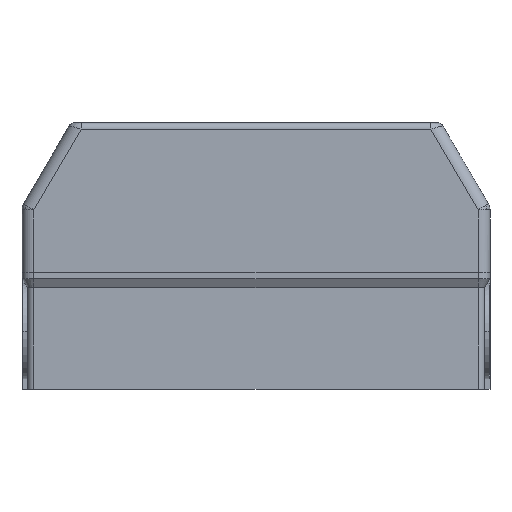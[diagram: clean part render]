
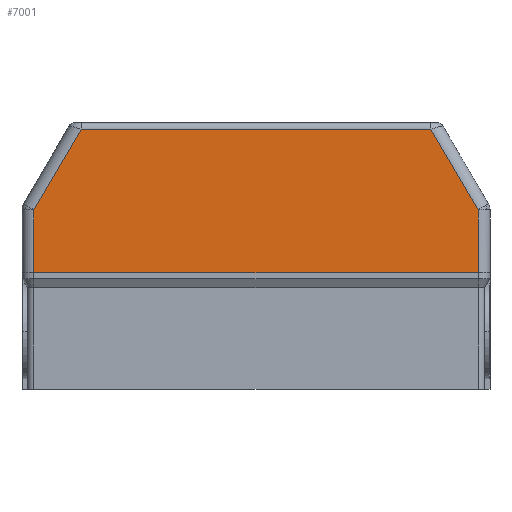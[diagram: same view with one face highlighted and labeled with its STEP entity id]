
A CAD part, left-side view. The second image highlights one B-rep face of the part: STEP entity #7001.
In plain terms, the highlighted planar face has unit normal (-1, 0, 0).
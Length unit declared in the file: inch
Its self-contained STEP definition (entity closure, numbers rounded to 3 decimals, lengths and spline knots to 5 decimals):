
#39 = CARTESIAN_POINT ( 'NONE',  ( 0., 5.6122, 1.43701 ) ) ;
#150 = LINE ( 'NONE', #5712, #3144 ) ;
#214 = LINE ( 'NONE', #2978, #4419 ) ;
#728 = DIRECTION ( 'NONE',  ( 0., -1., 0. ) ) ;
#847 = DIRECTION ( 'NONE',  ( 0., 0., -1. ) ) ;
#855 = LINE ( 'NONE', #6516, #6884 ) ;
#1074 = DIRECTION ( 'NONE',  ( 0., -1., 0. ) ) ;
#1169 = EDGE_CURVE ( 'NONE', #8317, #2950, #855, .T. ) ;
#1202 = LINE ( 'NONE', #4696, #6827 ) ;
#1460 = DIRECTION ( 'NONE',  ( -1., 0., 0. ) ) ;
#1763 = VERTEX_POINT ( 'NONE', #4887 ) ;
#1935 = CARTESIAN_POINT ( 'NONE',  ( 0., 5.6122, 2.20803 ) ) ;
#2238 = VECTOR ( 'NONE', #847, 39.37008 ) ;
#2780 = DIRECTION ( 'NONE',  ( 0., 0., 1. ) ) ;
#2950 = VERTEX_POINT ( 'NONE', #7678 ) ;
#2978 = CARTESIAN_POINT ( 'NONE',  ( 0., 5.16597, 3.20276 ) ) ;
#3144 = VECTOR ( 'NONE', #5043, 39.37008 ) ;
#3399 = DIRECTION ( 'NONE',  ( 0., 0.505, -0.863 ) ) ;
#3467 = ORIENTED_EDGE ( 'NONE', *, *, #7939, .T. ) ;
#3505 = CARTESIAN_POINT ( 'NONE',  ( 0., 0.72931, 3.20276 ) ) ;
#3606 = VERTEX_POINT ( 'NONE', #4917 ) ;
#3635 = EDGE_CURVE ( 'NONE', #1763, #7075, #214, .T. ) ;
#4201 = LINE ( 'NONE', #39, #2238 ) ;
#4397 = EDGE_CURVE ( 'NONE', #7075, #3606, #150, .T. ) ;
#4419 = VECTOR ( 'NONE', #5644, 39.37008 ) ;
#4696 = CARTESIAN_POINT ( 'NONE',  ( 0., 5.03053, 3.20276 ) ) ;
#4887 = CARTESIAN_POINT ( 'NONE',  ( 0., 5.03053, 3.20276 ) ) ;
#4917 = CARTESIAN_POINT ( 'NONE',  ( 0., 0.14764, 2.20803 ) ) ;
#5043 = DIRECTION ( 'NONE',  ( 0., -0.505, -0.863 ) ) ;
#5243 = AXIS2_PLACEMENT_3D ( 'NONE', #7533, #1460, #728 ) ;
#5644 = DIRECTION ( 'NONE',  ( 0., -1., 0. ) ) ;
#5692 = CARTESIAN_POINT ( 'NONE',  ( 0., 5.6122, 1.43701 ) ) ;
#5712 = CARTESIAN_POINT ( 'NONE',  ( 0., -1.70927, -0.96747 ) ) ;
#5746 = ORIENTED_EDGE ( 'NONE', *, *, #3635, .F. ) ;
#6114 = VERTEX_POINT ( 'NONE', #1935 ) ;
#6156 = ORIENTED_EDGE ( 'NONE', *, *, #1169, .T. ) ;
#6221 = EDGE_CURVE ( 'NONE', #6114, #8317, #4201, .T. ) ;
#6516 = CARTESIAN_POINT ( 'NONE',  ( 0., 2.87992, 1.43701 ) ) ;
#6774 = ORIENTED_EDGE ( 'NONE', *, *, #7331, .T. ) ;
#6827 = VECTOR ( 'NONE', #3399, 39.37008 ) ;
#6884 = VECTOR ( 'NONE', #1074, 39.37008 ) ;
#6978 = FACE_OUTER_BOUND ( 'NONE', #8040, .T. ) ;
#7001 = ADVANCED_FACE ( 'NONE', ( #6978 ), #7672, .T. ) ;
#7075 = VERTEX_POINT ( 'NONE', #3505 ) ;
#7331 = EDGE_CURVE ( 'NONE', #1763, #6114, #1202, .T. ) ;
#7533 = CARTESIAN_POINT ( 'NONE',  ( 0., 2.87992, 1.43701 ) ) ;
#7672 = PLANE ( 'NONE',  #5243 ) ;
#7678 = CARTESIAN_POINT ( 'NONE',  ( 0., 0.14764, 1.43701 ) ) ;
#7829 = ORIENTED_EDGE ( 'NONE', *, *, #4397, .F. ) ;
#7939 = EDGE_CURVE ( 'NONE', #2950, #3606, #8165, .T. ) ;
#8040 = EDGE_LOOP ( 'NONE', ( #7829, #5746, #6774, #8702, #6156, #3467 ) ) ;
#8136 = VECTOR ( 'NONE', #2780, 39.37008 ) ;
#8165 = LINE ( 'NONE', #8894, #8136 ) ;
#8317 = VERTEX_POINT ( 'NONE', #5692 ) ;
#8702 = ORIENTED_EDGE ( 'NONE', *, *, #6221, .T. ) ;
#8894 = CARTESIAN_POINT ( 'NONE',  ( 0., 0.14764, 1.43701 ) ) ;
